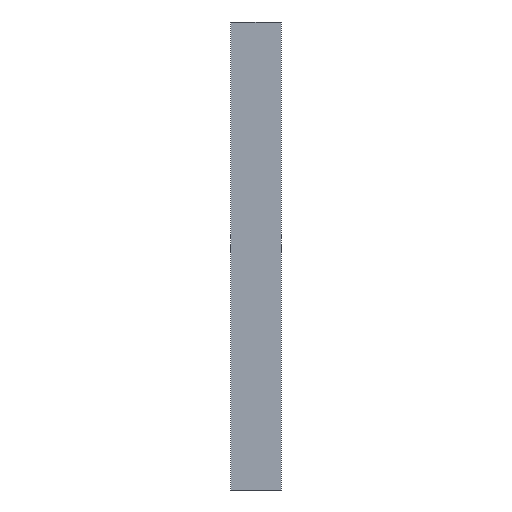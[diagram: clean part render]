
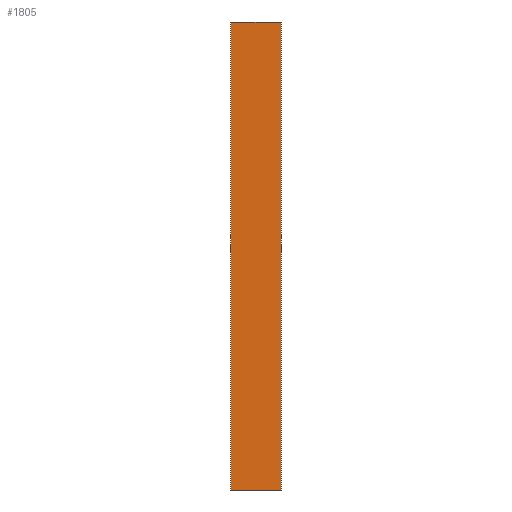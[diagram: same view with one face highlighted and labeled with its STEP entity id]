
A CAD part, front view. The second image highlights one B-rep face of the part: STEP entity #1805.
In plain terms, the highlighted planar face has unit normal (0, -1, 0).
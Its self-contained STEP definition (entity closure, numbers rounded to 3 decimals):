
#60 = CARTESIAN_POINT ( 'NONE',  ( 0., 0., 1000. ) ) ;
#91 = CARTESIAN_POINT ( 'NONE',  ( 54.25, 0., 0. ) ) ;
#97 = FACE_OUTER_BOUND ( 'NONE', #632, .T. ) ;
#295 = CARTESIAN_POINT ( 'NONE',  ( -54.25, 0., 1000. ) ) ;
#328 = LINE ( 'NONE', #1792, #1160 ) ;
#384 = VERTEX_POINT ( 'NONE', #91 ) ;
#410 = CARTESIAN_POINT ( 'NONE',  ( 0., 0., 1000. ) ) ;
#519 = ORIENTED_EDGE ( 'NONE', *, *, #1752, .T. ) ;
#548 = DIRECTION ( 'NONE',  ( 1., 0., 0. ) ) ;
#571 = LINE ( 'NONE', #1770, #1438 ) ;
#605 = VECTOR ( 'NONE', #548, 1000. ) ;
#632 = EDGE_LOOP ( 'NONE', ( #519, #1652, #1675, #1022 ) ) ;
#645 = EDGE_CURVE ( 'NONE', #1077, #809, #328, .T. ) ;
#650 = DIRECTION ( 'NONE',  ( 1., 0., 0. ) ) ;
#725 = DIRECTION ( 'NONE',  ( 0., 0., -1. ) ) ;
#790 = EDGE_CURVE ( 'NONE', #1077, #1696, #1474, .T. ) ;
#809 = VERTEX_POINT ( 'NONE', #1032 ) ;
#839 = DIRECTION ( 'NONE',  ( 0., 1., 0. ) ) ;
#840 = CARTESIAN_POINT ( 'NONE',  ( 0., 0., 0. ) ) ;
#1022 = ORIENTED_EDGE ( 'NONE', *, *, #645, .T. ) ;
#1026 = DIRECTION ( 'NONE',  ( -1., 0., 0. ) ) ;
#1032 = CARTESIAN_POINT ( 'NONE',  ( -54.25, 0., 0. ) ) ;
#1077 = VERTEX_POINT ( 'NONE', #295 ) ;
#1153 = EDGE_CURVE ( 'NONE', #1696, #384, #571, .T. ) ;
#1160 = VECTOR ( 'NONE', #1344, 1000. ) ;
#1303 = CARTESIAN_POINT ( 'NONE',  ( 54.25, 0., 1000. ) ) ;
#1344 = DIRECTION ( 'NONE',  ( 0., 0., -1. ) ) ;
#1438 = VECTOR ( 'NONE', #725, 1000. ) ;
#1474 = LINE ( 'NONE', #60, #1570 ) ;
#1570 = VECTOR ( 'NONE', #650, 1000. ) ;
#1590 = PLANE ( 'NONE',  #1672 ) ;
#1652 = ORIENTED_EDGE ( 'NONE', *, *, #1153, .F. ) ;
#1672 = AXIS2_PLACEMENT_3D ( 'NONE', #410, #839, #1026 ) ;
#1675 = ORIENTED_EDGE ( 'NONE', *, *, #790, .F. ) ;
#1696 = VERTEX_POINT ( 'NONE', #1303 ) ;
#1744 = LINE ( 'NONE', #840, #605 ) ;
#1752 = EDGE_CURVE ( 'NONE', #809, #384, #1744, .T. ) ;
#1770 = CARTESIAN_POINT ( 'NONE',  ( 54.25, 0., 1000. ) ) ;
#1792 = CARTESIAN_POINT ( 'NONE',  ( -54.25, 0., 1000. ) ) ;
#1805 = ADVANCED_FACE ( 'NONE', ( #97 ), #1590, .F. ) ;
